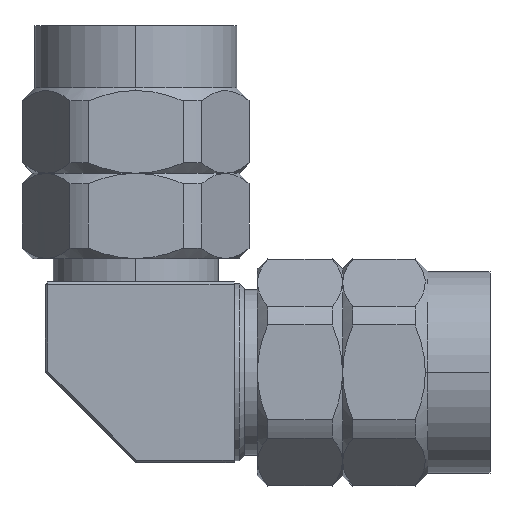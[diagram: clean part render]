
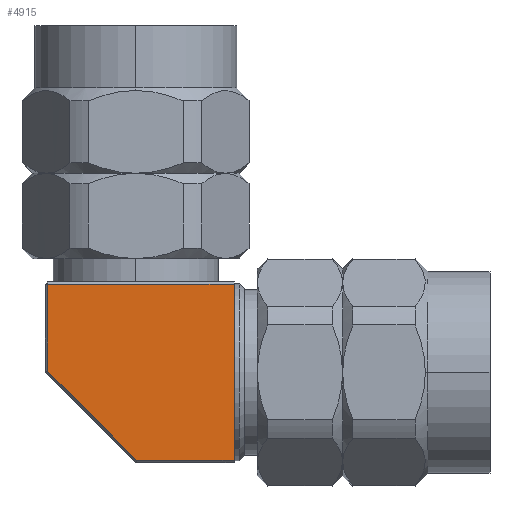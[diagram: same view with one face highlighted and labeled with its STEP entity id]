
A CAD part, left-side view. The second image highlights one B-rep face of the part: STEP entity #4915.
In plain terms, the highlighted planar face has unit normal (-1, 0, 0).
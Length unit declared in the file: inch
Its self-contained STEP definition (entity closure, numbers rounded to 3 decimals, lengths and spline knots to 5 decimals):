
#126 = VERTEX_POINT ( 'NONE', #2772 ) ;
#553 = EDGE_CURVE ( 'NONE', #126, #5492, #1033, .T. ) ;
#733 = VECTOR ( 'NONE', #5107, 39.37008 ) ;
#1033 = LINE ( 'NONE', #1903, #4718 ) ;
#1079 = LINE ( 'NONE', #3804, #4871 ) ;
#1302 = VECTOR ( 'NONE', #4449, 39.37008 ) ;
#1396 = DIRECTION ( 'NONE',  ( 0., -1., 0. ) ) ;
#1513 = CARTESIAN_POINT ( 'NONE',  ( -0.13263, -0.18125, 0.23622 ) ) ;
#1757 = CARTESIAN_POINT ( 'NONE',  ( -0.13263, 0.18095, 0.37565 ) ) ;
#1876 = ORIENTED_EDGE ( 'NONE', *, *, #4521, .T. ) ;
#1903 = CARTESIAN_POINT ( 'NONE',  ( -0.13263, -0.18125, 0.24016 ) ) ;
#1930 = CARTESIAN_POINT ( 'NONE',  ( -0.13263, 0.18489, 0.50787 ) ) ;
#1964 = PLANE ( 'NONE',  #5046 ) ;
#2221 = EDGE_CURVE ( 'NONE', #3424, #126, #1079, .T. ) ;
#2329 = DIRECTION ( 'NONE',  ( 1., 0., 0. ) ) ;
#2411 = FACE_OUTER_BOUND ( 'NONE', #4565, .T. ) ;
#2772 = CARTESIAN_POINT ( 'NONE',  ( -0.13263, 0.04546, 0.24016 ) ) ;
#2840 = DIRECTION ( 'NONE',  ( 0., 0., -1. ) ) ;
#2954 = EDGE_CURVE ( 'NONE', #5907, #4019, #5226, .T. ) ;
#3039 = VECTOR ( 'NONE', #2840, 39.37008 ) ;
#3041 = CARTESIAN_POINT ( 'NONE',  ( -0.13263, -0.10251, 0.23622 ) ) ;
#3091 = EDGE_CURVE ( 'NONE', #5907, #5492, #4386, .T. ) ;
#3424 = VERTEX_POINT ( 'NONE', #1757 ) ;
#3767 = ORIENTED_EDGE ( 'NONE', *, *, #2954, .T. ) ;
#3804 = CARTESIAN_POINT ( 'NONE',  ( -0.13263, 0.04431, 0.239 ) ) ;
#3826 = CARTESIAN_POINT ( 'NONE',  ( -0.13263, 0.18095, 0.23622 ) ) ;
#4019 = VERTEX_POINT ( 'NONE', #5850 ) ;
#4160 = DIRECTION ( 'NONE',  ( 0., 1., 0. ) ) ;
#4375 = ORIENTED_EDGE ( 'NONE', *, *, #3091, .F. ) ;
#4386 = LINE ( 'NONE', #3041, #1302 ) ;
#4449 = DIRECTION ( 'NONE',  ( 0., 0., -1. ) ) ;
#4521 = EDGE_CURVE ( 'NONE', #4019, #3424, #4756, .T. ) ;
#4565 = EDGE_LOOP ( 'NONE', ( #5173, #5332, #4375, #3767, #1876 ) ) ;
#4718 = VECTOR ( 'NONE', #1396, 39.37008 ) ;
#4756 = LINE ( 'NONE', #3826, #3039 ) ;
#4807 = CARTESIAN_POINT ( 'NONE',  ( -0.13263, -0.10251, 0.50787 ) ) ;
#4871 = VECTOR ( 'NONE', #5623, 39.37008 ) ;
#4915 = ADVANCED_FACE ( 'NONE', ( #2411 ), #1964, .F. ) ;
#5046 = AXIS2_PLACEMENT_3D ( 'NONE', #1513, #2329, #4160 ) ;
#5107 = DIRECTION ( 'NONE',  ( 0., 1., 0. ) ) ;
#5173 = ORIENTED_EDGE ( 'NONE', *, *, #2221, .T. ) ;
#5226 = LINE ( 'NONE', #1930, #733 ) ;
#5332 = ORIENTED_EDGE ( 'NONE', *, *, #553, .T. ) ;
#5492 = VERTEX_POINT ( 'NONE', #5539 ) ;
#5539 = CARTESIAN_POINT ( 'NONE',  ( -0.13263, -0.10251, 0.24016 ) ) ;
#5623 = DIRECTION ( 'NONE',  ( 0., -0.707, -0.707 ) ) ;
#5850 = CARTESIAN_POINT ( 'NONE',  ( -0.13263, 0.18095, 0.50787 ) ) ;
#5907 = VERTEX_POINT ( 'NONE', #4807 ) ;
